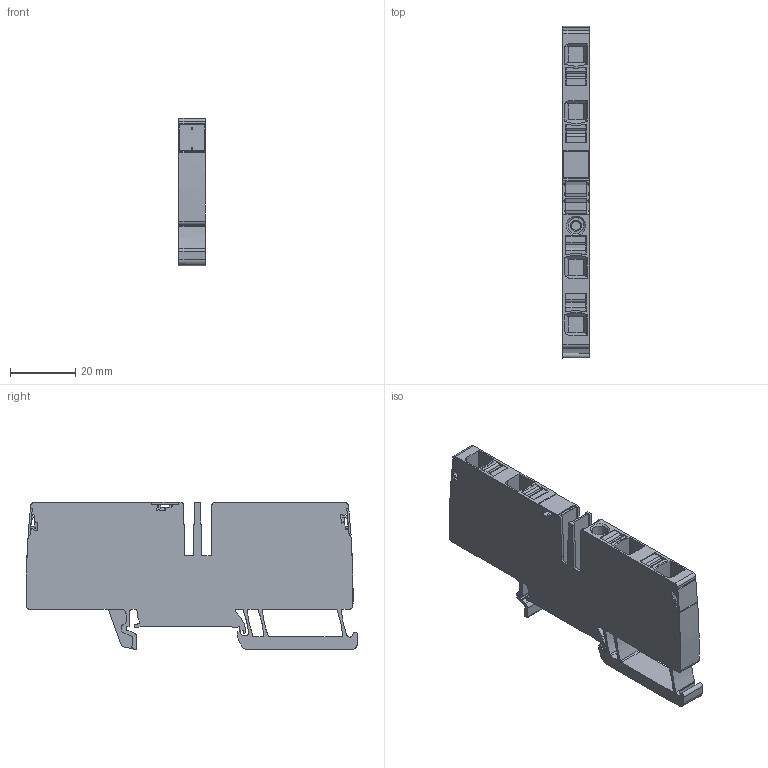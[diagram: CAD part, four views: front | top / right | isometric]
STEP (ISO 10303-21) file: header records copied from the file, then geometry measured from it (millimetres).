
FILE_DESCRIPTION(('CATIA V5 STEP Exchange','CAx-IF Rec.Pracs.--- Model Styling and Organization---1.4--- 2014-01-23'),'2;1');
FILE_NAME ('1450742-1_0', '2023-01-30T05:32:05+00:00', ('none'), ('Weidmueller'), 'CATIA Version 5-6 Release 2016 SP3 HF44', 'CATIA V5 STEP AP214', 'none');
FILE_SCHEMA(('AUTOMOTIVE_DESIGN { 1 0 10303 214 1 1 1 1 }'));
Length unit declared in the file: millimetre
Products named in the file (1): 2881520000
Bounding box: 8.1 x 101.77 x 45.2 mm (x, y, z)
Volume: 24825.9 mm3; surface area: 16240.1 mm2
Topology: 8 solids, 8 shells, 951 faces, 2691 edges, 1772 vertices
Faces by surface type: plane 463, cylinder 342, extrusion 121, cone 12, torus 11, sphere 2
Entity records: 31295 total; most frequent: CARTESIAN_POINT 7826, ORIENTED_EDGE 5378, DIRECTION 3818, EDGE_CURVE 2689, VECTOR 1917, LINE 1796, VERTEX_POINT 1772, AXIS2_PLACEMENT_3D 1196
